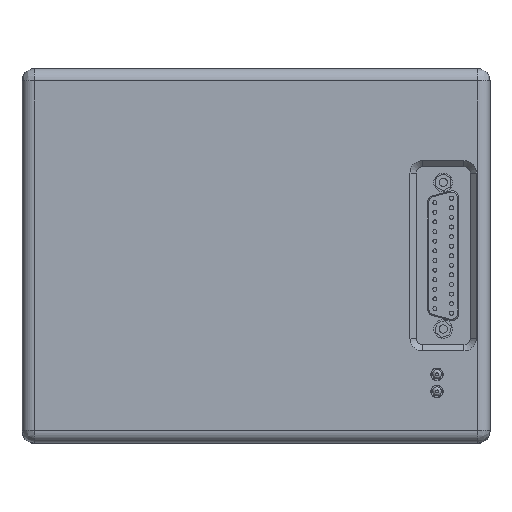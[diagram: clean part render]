
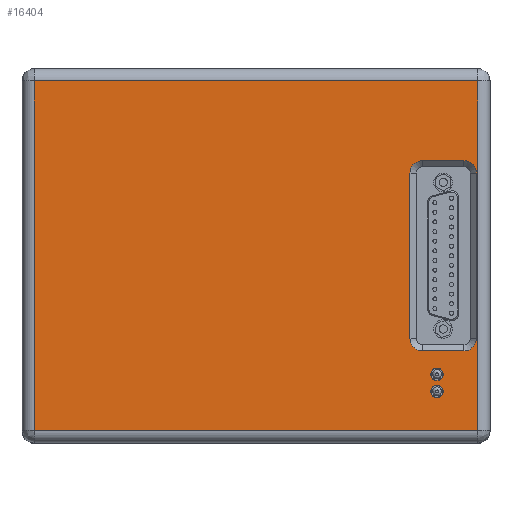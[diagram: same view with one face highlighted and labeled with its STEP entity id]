
A CAD part, top view. The second image highlights one B-rep face of the part: STEP entity #16404.
In plain terms, the highlighted planar face has unit normal (0, 0, 1).
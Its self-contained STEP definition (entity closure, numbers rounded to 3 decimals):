
#19 = ORIENTED_EDGE ( 'NONE', *, *, #15431, .F. ) ;
#70 = ORIENTED_EDGE ( 'NONE', *, *, #11488, .F. ) ;
#207 = DIRECTION ( 'NONE',  ( 0., 0., 1. ) ) ;
#376 = CARTESIAN_POINT ( 'NONE',  ( 52.375, -38., 123. ) ) ;
#423 = VECTOR ( 'NONE', #11391, 1000. ) ;
#448 = CARTESIAN_POINT ( 'NONE',  ( -5.625, 0., 123. ) ) ;
#639 = FACE_BOUND ( 'NONE', #5703, .T. ) ;
#861 = EDGE_CURVE ( 'NONE', #2607, #2607, #8405, .T. ) ;
#1297 = AXIS2_PLACEMENT_3D ( 'NONE', #9069, #6525, #6144 ) ;
#1338 = DIRECTION ( 'NONE',  ( 0., -1., 0. ) ) ;
#1687 = DIRECTION ( 'NONE',  ( 0., -1., 0. ) ) ;
#1772 = VECTOR ( 'NONE', #7072, 1000. ) ;
#1938 = VECTOR ( 'NONE', #2353, 1000. ) ;
#2021 = CARTESIAN_POINT ( 'NONE',  ( 47.725, 30.5, 123. ) ) ;
#2030 = CARTESIAN_POINT ( 'NONE',  ( -5.625, -56., 123. ) ) ;
#2098 = DIRECTION ( 'NONE',  ( -1., 0., 0. ) ) ;
#2353 = DIRECTION ( 'NONE',  ( 0., 1., 0. ) ) ;
#2607 = VERTEX_POINT ( 'NONE', #12399 ) ;
#2749 = LINE ( 'NONE', #6948, #1938 ) ;
#2752 = EDGE_CURVE ( 'NONE', #13062, #15250, #4172, .T. ) ;
#2778 = EDGE_LOOP ( 'NONE', ( #7807 ) ) ;
#2837 = CARTESIAN_POINT ( 'NONE',  ( 65.025, 26.5, 123. ) ) ;
#2890 = EDGE_CURVE ( 'NONE', #17950, #7256, #10034, .T. ) ;
#3010 = CARTESIAN_POINT ( 'NONE',  ( 54.375, -38., 123. ) ) ;
#3334 = DIRECTION ( 'NONE',  ( 0., 0., 1. ) ) ;
#3398 = LINE ( 'NONE', #10642, #9837 ) ;
#3631 = FACE_BOUND ( 'NONE', #7075, .T. ) ;
#3703 = ORIENTED_EDGE ( 'NONE', *, *, #12931, .F. ) ;
#3721 = AXIS2_PLACEMENT_3D ( 'NONE', #10551, #16339, #1338 ) ;
#3884 = ORIENTED_EDGE ( 'NONE', *, *, #12414, .F. ) ;
#3902 = VECTOR ( 'NONE', #13874, 1000. ) ;
#4172 = LINE ( 'NONE', #5612, #423 ) ;
#4210 = VERTEX_POINT ( 'NONE', #17133 ) ;
#4281 = EDGE_CURVE ( 'NONE', #7256, #10432, #12497, .T. ) ;
#4336 = AXIS2_PLACEMENT_3D ( 'NONE', #5735, #11510, #12841 ) ;
#4375 = VERTEX_POINT ( 'NONE', #3010 ) ;
#4444 = DIRECTION ( 'NONE',  ( -1., 0., 0. ) ) ;
#4583 = LINE ( 'NONE', #16079, #16242 ) ;
#4676 = CIRCLE ( 'NONE', #1297, 4. ) ;
#4820 = DIRECTION ( 'NONE',  ( 1., 0., 0. ) ) ;
#4944 = CARTESIAN_POINT ( 'NONE',  ( -76.625, -56., 123. ) ) ;
#4980 = ORIENTED_EDGE ( 'NONE', *, *, #4281, .F. ) ;
#5092 = AXIS2_PLACEMENT_3D ( 'NONE', #376, #6259, #4820 ) ;
#5375 = CARTESIAN_POINT ( 'NONE',  ( -76.625, 56., 123. ) ) ;
#5413 = EDGE_CURVE ( 'NONE', #5456, #4210, #9598, .T. ) ;
#5456 = VERTEX_POINT ( 'NONE', #5522 ) ;
#5522 = CARTESIAN_POINT ( 'NONE',  ( 47.725, -30.5, 123. ) ) ;
#5612 = CARTESIAN_POINT ( 'NONE',  ( -76.625, 0., 123. ) ) ;
#5703 = EDGE_LOOP ( 'NONE', ( #18838, #17301, #70, #3703, #4980, #9348, #19, #3884 ) ) ;
#5735 = CARTESIAN_POINT ( 'NONE',  ( 47.725, 26.5, 123. ) ) ;
#5769 = CARTESIAN_POINT ( 'NONE',  ( -5.625, 56., 123. ) ) ;
#5932 = EDGE_CURVE ( 'NONE', #15047, #13062, #13459, .T. ) ;
#6012 = CARTESIAN_POINT ( 'NONE',  ( 65.025, -26.5, 123. ) ) ;
#6144 = DIRECTION ( 'NONE',  ( 1., 0., 0. ) ) ;
#6259 = DIRECTION ( 'NONE',  ( 0., 0., 1. ) ) ;
#6326 = PLANE ( 'NONE',  #6842 ) ;
#6525 = DIRECTION ( 'NONE',  ( 0., 0., 1. ) ) ;
#6583 = CARTESIAN_POINT ( 'NONE',  ( -5.625, -30.5, 123. ) ) ;
#6842 = AXIS2_PLACEMENT_3D ( 'NONE', #448, #10954, #2098 ) ;
#6948 = CARTESIAN_POINT ( 'NONE',  ( 65.025, 0., 123. ) ) ;
#7059 = ORIENTED_EDGE ( 'NONE', *, *, #15325, .F. ) ;
#7072 = DIRECTION ( 'NONE',  ( -1., 0., 0. ) ) ;
#7075 = EDGE_LOOP ( 'NONE', ( #10049 ) ) ;
#7256 = VERTEX_POINT ( 'NONE', #2021 ) ;
#7494 = CARTESIAN_POINT ( 'NONE',  ( 52.375, -43.5, 123. ) ) ;
#7669 = ORIENTED_EDGE ( 'NONE', *, *, #15907, .F. ) ;
#7807 = ORIENTED_EDGE ( 'NONE', *, *, #861, .F. ) ;
#7841 = CARTESIAN_POINT ( 'NONE',  ( 65.375, -56., 123. ) ) ;
#8210 = VERTEX_POINT ( 'NONE', #6012 ) ;
#8405 = CIRCLE ( 'NONE', #18774, 2. ) ;
#8979 = VECTOR ( 'NONE', #4444, 1000. ) ;
#9069 = CARTESIAN_POINT ( 'NONE',  ( 61.025, -26.5, 123. ) ) ;
#9208 = DIRECTION ( 'NONE',  ( 0., -1., 0. ) ) ;
#9348 = ORIENTED_EDGE ( 'NONE', *, *, #2890, .F. ) ;
#9598 = LINE ( 'NONE', #6583, #3902 ) ;
#9755 = CARTESIAN_POINT ( 'NONE',  ( 43.725, -26.5, 123. ) ) ;
#9837 = VECTOR ( 'NONE', #9208, 1000. ) ;
#10034 = LINE ( 'NONE', #13169, #8979 ) ;
#10049 = ORIENTED_EDGE ( 'NONE', *, *, #18874, .F. ) ;
#10074 = CARTESIAN_POINT ( 'NONE',  ( 43.725, 26.5, 123. ) ) ;
#10432 = VERTEX_POINT ( 'NONE', #10074 ) ;
#10538 = CIRCLE ( 'NONE', #5092, 2. ) ;
#10551 = CARTESIAN_POINT ( 'NONE',  ( 47.725, -26.5, 123. ) ) ;
#10642 = CARTESIAN_POINT ( 'NONE',  ( 65.375, 0., 123. ) ) ;
#10954 = DIRECTION ( 'NONE',  ( 0., 0., -1. ) ) ;
#11166 = CARTESIAN_POINT ( 'NONE',  ( 61.025, 30.5, 123. ) ) ;
#11391 = DIRECTION ( 'NONE',  ( 0., 1., 0. ) ) ;
#11442 = ORIENTED_EDGE ( 'NONE', *, *, #5932, .F. ) ;
#11488 = EDGE_CURVE ( 'NONE', #17372, #5456, #11928, .T. ) ;
#11510 = DIRECTION ( 'NONE',  ( 0., 0., 1. ) ) ;
#11733 = DIRECTION ( 'NONE',  ( 1., 0., 0. ) ) ;
#11754 = VERTEX_POINT ( 'NONE', #2837 ) ;
#11928 = CIRCLE ( 'NONE', #3721, 4. ) ;
#11997 = ORIENTED_EDGE ( 'NONE', *, *, #2752, .F. ) ;
#12399 = CARTESIAN_POINT ( 'NONE',  ( 54.375, -43.5, 123. ) ) ;
#12414 = EDGE_CURVE ( 'NONE', #8210, #11754, #2749, .T. ) ;
#12497 = CIRCLE ( 'NONE', #4336, 4. ) ;
#12841 = DIRECTION ( 'NONE',  ( 0., -1., 0. ) ) ;
#12931 = EDGE_CURVE ( 'NONE', #10432, #17372, #4583, .T. ) ;
#13022 = DIRECTION ( 'NONE',  ( 1., 0., 0. ) ) ;
#13062 = VERTEX_POINT ( 'NONE', #4944 ) ;
#13169 = CARTESIAN_POINT ( 'NONE',  ( -5.625, 30.5, 123. ) ) ;
#13459 = LINE ( 'NONE', #2030, #1772 ) ;
#13476 = CIRCLE ( 'NONE', #13769, 4. ) ;
#13619 = FACE_OUTER_BOUND ( 'NONE', #15435, .T. ) ;
#13769 = AXIS2_PLACEMENT_3D ( 'NONE', #17825, #3334, #14776 ) ;
#13874 = DIRECTION ( 'NONE',  ( 1., 0., 0. ) ) ;
#14066 = VECTOR ( 'NONE', #11733, 1000. ) ;
#14776 = DIRECTION ( 'NONE',  ( 1., 0., 0. ) ) ;
#15047 = VERTEX_POINT ( 'NONE', #7841 ) ;
#15065 = EDGE_CURVE ( 'NONE', #4210, #8210, #4676, .T. ) ;
#15250 = VERTEX_POINT ( 'NONE', #5375 ) ;
#15325 = EDGE_CURVE ( 'NONE', #15250, #17025, #18709, .T. ) ;
#15431 = EDGE_CURVE ( 'NONE', #11754, #17950, #13476, .T. ) ;
#15435 = EDGE_LOOP ( 'NONE', ( #11997, #11442, #7669, #7059 ) ) ;
#15907 = EDGE_CURVE ( 'NONE', #17025, #15047, #3398, .T. ) ;
#16079 = CARTESIAN_POINT ( 'NONE',  ( 43.725, 0., 123. ) ) ;
#16242 = VECTOR ( 'NONE', #1687, 1000. ) ;
#16339 = DIRECTION ( 'NONE',  ( 0., 0., 1. ) ) ;
#16404 = ADVANCED_FACE ( 'NONE', ( #13619, #3631, #17921, #639 ), #6326, .F. ) ;
#17025 = VERTEX_POINT ( 'NONE', #17226 ) ;
#17133 = CARTESIAN_POINT ( 'NONE',  ( 61.025, -30.5, 123. ) ) ;
#17226 = CARTESIAN_POINT ( 'NONE',  ( 65.375, 56., 123. ) ) ;
#17301 = ORIENTED_EDGE ( 'NONE', *, *, #5413, .F. ) ;
#17372 = VERTEX_POINT ( 'NONE', #9755 ) ;
#17825 = CARTESIAN_POINT ( 'NONE',  ( 61.025, 26.5, 123. ) ) ;
#17921 = FACE_BOUND ( 'NONE', #2778, .T. ) ;
#17950 = VERTEX_POINT ( 'NONE', #11166 ) ;
#18709 = LINE ( 'NONE', #5769, #14066 ) ;
#18774 = AXIS2_PLACEMENT_3D ( 'NONE', #7494, #207, #13022 ) ;
#18838 = ORIENTED_EDGE ( 'NONE', *, *, #15065, .F. ) ;
#18874 = EDGE_CURVE ( 'NONE', #4375, #4375, #10538, .T. ) ;
